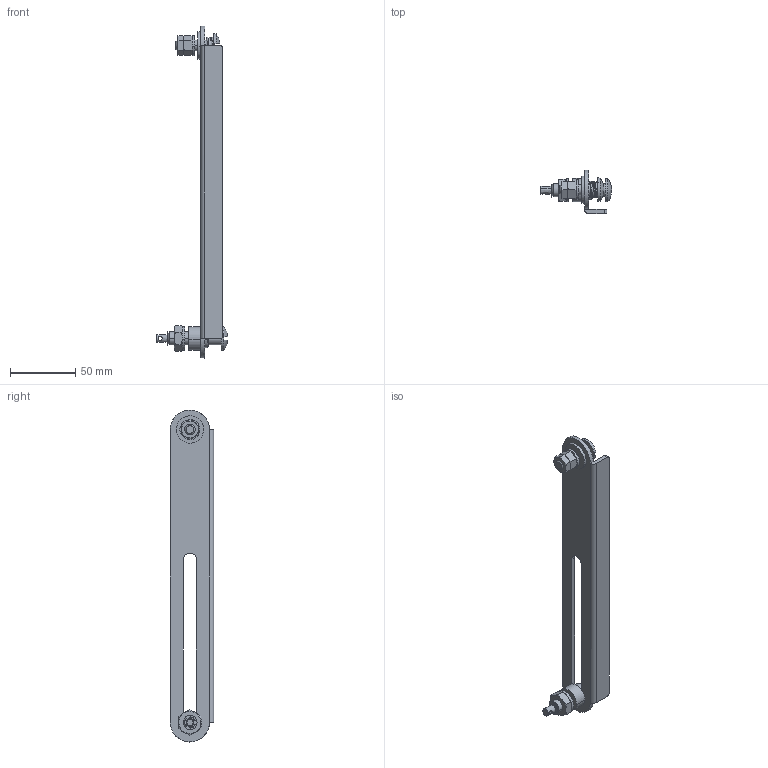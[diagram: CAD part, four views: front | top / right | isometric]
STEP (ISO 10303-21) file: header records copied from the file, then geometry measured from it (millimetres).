
FILE_DESCRIPTION((''),'2;1');
FILE_NAME('','2005-04-20T12:07:22',(''),(''),'','CADfix','');
FILE_SCHEMA(('AUTOMOTIVE_DESIGN'));
Length unit declared in the file: millimetre
Products named in the file (12): nut_C; base; nut_B; arm_mr; shaft_2; shaft_1; washer; stopper; spring_A; retainer; nut_A; TM_85_R_6102_36
Assembly tree (11 placements, depth 2):
  TM_85_R_6102_36
    nut_C
    base
    nut_B
    arm_mr
    shaft_2
    shaft_1
    washer
    stopper
    spring_A
    retainer
    nut_A
Bounding box: 54.92 x 33.2 x 254.99 mm (x, y, z)
Volume: 42470.9 mm3; surface area: 32577.6 mm2
Topology: 11 solids, 11 shells, 165 faces, 481 edges, 347 vertices
Faces by surface type: bspline 165
Entity records: 7701 total; most frequent: CARTESIAN_POINT 4746, ORIENTED_EDGE 962, EDGE_CURVE 481, VERTEX_POINT 347, EDGE_LOOP 192, FACE_OUTER_BOUND 165, ADVANCED_FACE 165, QUASI_UNIFORM_CURVE 148
